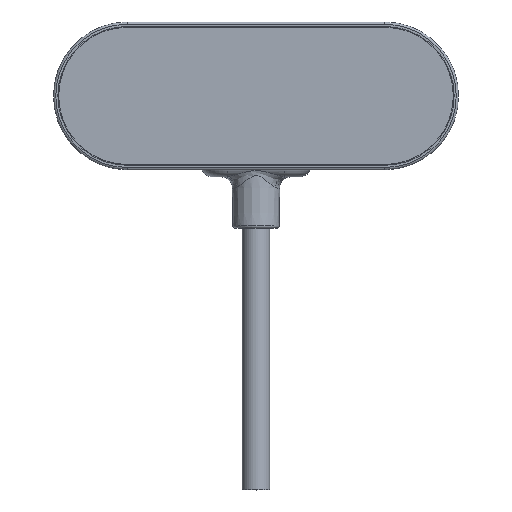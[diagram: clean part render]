
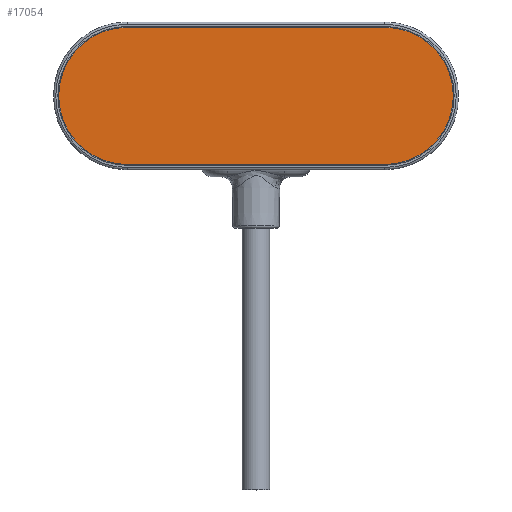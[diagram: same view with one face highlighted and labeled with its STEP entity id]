
A CAD part, top view. The second image highlights one B-rep face of the part: STEP entity #17054.
In plain terms, the highlighted planar face has unit normal (0, 0, 1).
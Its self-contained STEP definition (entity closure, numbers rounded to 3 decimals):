
#16896 = VERTEX_POINT('',#16897);
#16897 = CARTESIAN_POINT('',(17.33,0.,0.));
#16903 = EDGE_CURVE('',#16904,#16896,#16906,.T.);
#16904 = VERTEX_POINT('',#16905);
#16905 = CARTESIAN_POINT('',(11.3,-6.03,0.));
#16906 = CIRCLE('',#16907,6.03);
#16907 = AXIS2_PLACEMENT_3D('',#16908,#16909,#16910);
#16908 = CARTESIAN_POINT('',(11.3,0.,0.));
#16909 = DIRECTION('',(0.,0.,1.));
#16910 = DIRECTION('',(1.,0.,-0.));
#16937 = VERTEX_POINT('',#16938);
#16938 = CARTESIAN_POINT('',(11.3,6.03,0.));
#16944 = EDGE_CURVE('',#16896,#16937,#16945,.T.);
#16945 = CIRCLE('',#16946,6.03);
#16946 = AXIS2_PLACEMENT_3D('',#16947,#16948,#16949);
#16947 = CARTESIAN_POINT('',(11.3,0.,0.));
#16948 = DIRECTION('',(0.,0.,1.));
#16949 = DIRECTION('',(1.,0.,-0.));
#16959 = EDGE_CURVE('',#16960,#16904,#16962,.T.);
#16960 = VERTEX_POINT('',#16961);
#16961 = CARTESIAN_POINT('',(-11.3,-6.03,0.));
#16962 = LINE('',#16963,#16964);
#16963 = CARTESIAN_POINT('',(-11.3,-6.03,0.));
#16964 = VECTOR('',#16965,1.);
#16965 = DIRECTION('',(1.,0.,0.));
#16990 = EDGE_CURVE('',#16991,#16960,#16993,.T.);
#16991 = VERTEX_POINT('',#16992);
#16992 = CARTESIAN_POINT('',(-11.3,6.03,0.));
#16993 = CIRCLE('',#16994,6.03);
#16994 = AXIS2_PLACEMENT_3D('',#16995,#16996,#16997);
#16995 = CARTESIAN_POINT('',(-11.3,0.,0.));
#16996 = DIRECTION('',(0.,0.,1.));
#16997 = DIRECTION('',(1.,0.,-0.));
#17023 = EDGE_CURVE('',#16937,#16991,#17024,.T.);
#17024 = LINE('',#17025,#17026);
#17025 = CARTESIAN_POINT('',(11.3,6.03,0.));
#17026 = VECTOR('',#17027,1.);
#17027 = DIRECTION('',(-1.,0.,0.));
#17054 = ADVANCED_FACE('',(#17055),#17062,.T.);
#17055 = FACE_BOUND('',#17056,.T.);
#17056 = EDGE_LOOP('',(#17057,#17058,#17059,#17060,#17061));
#17057 = ORIENTED_EDGE('',*,*,#16903,.T.);
#17058 = ORIENTED_EDGE('',*,*,#16944,.T.);
#17059 = ORIENTED_EDGE('',*,*,#17023,.T.);
#17060 = ORIENTED_EDGE('',*,*,#16990,.T.);
#17061 = ORIENTED_EDGE('',*,*,#16959,.T.);
#17062 = PLANE('',#17063);
#17063 = AXIS2_PLACEMENT_3D('',#17064,#17065,#17066);
#17064 = CARTESIAN_POINT('',(11.3,0.,0.));
#17065 = DIRECTION('',(0.,0.,1.));
#17066 = DIRECTION('',(1.,0.,-0.));
